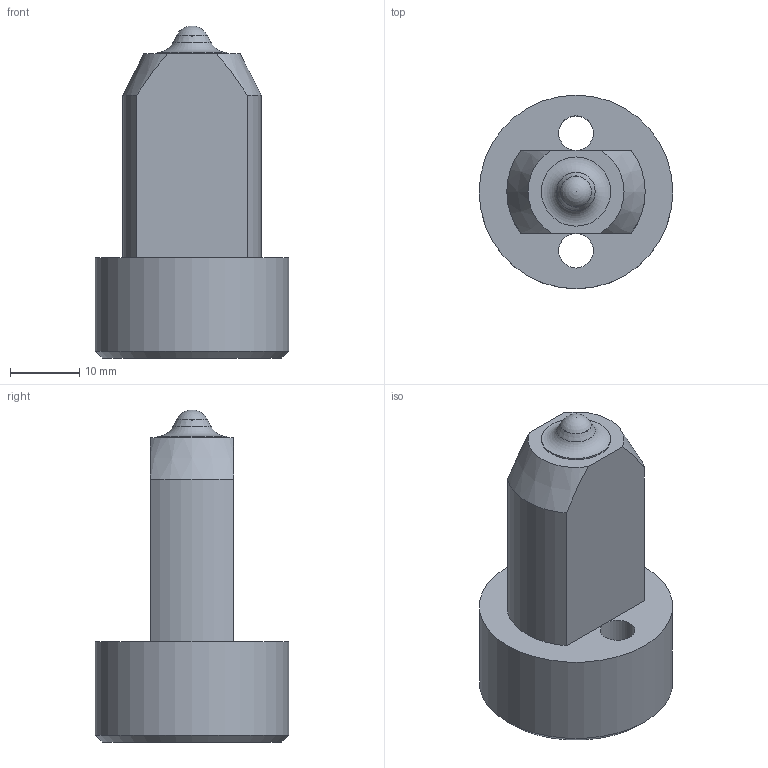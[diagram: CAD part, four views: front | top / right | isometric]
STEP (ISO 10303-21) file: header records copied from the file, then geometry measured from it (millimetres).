
FILE_DESCRIPTION(/* description */ (''),/* implementation_level */ '2;1');
FILE_NAME(/* name */ 'końcówka_rozpylacza.stp',/* time_stamp */ '2020-12-11T22:30:48+01:00',/* author */ ('Krzysiek'),/* organization */ (''),/* preprocessor_version */ 'ST-DEVELOPER v18.1',/* originating_system */ 'Autodesk Inventor 2021',/* authorisation */ '');
FILE_SCHEMA (('AUTOMOTIVE_DESIGN { 1 0 10303 214 3 1 1 }'));
Length unit declared in the file: millimetre
Products named in the file (1): końcówka_rozpylacza
Bounding box: 28 x 28 x 48 mm (x, y, z)
Volume: 13215.5 mm3; surface area: 5680.6 mm2
Topology: 1 solids, 1 shells, 37 faces, 114 edges, 74 vertices
Faces by surface type: cylinder 16, plane 8, cone 7, torus 5, sphere 1
Full cylindrical faces by diameter (mm): 0.15 x4, 2 x1, 2.5 x1, 5 x3, 6 x2, 8.5 x1, 10 x1, 28 x1
Entity records: 1713 total; most frequent: CARTESIAN_POINT 657, ORIENTED_EDGE 222, DIRECTION 207, EDGE_CURVE 111, AXIS2_PLACEMENT_3D 89, VERTEX_POINT 74, CIRCLE 50, EDGE_LOOP 49
